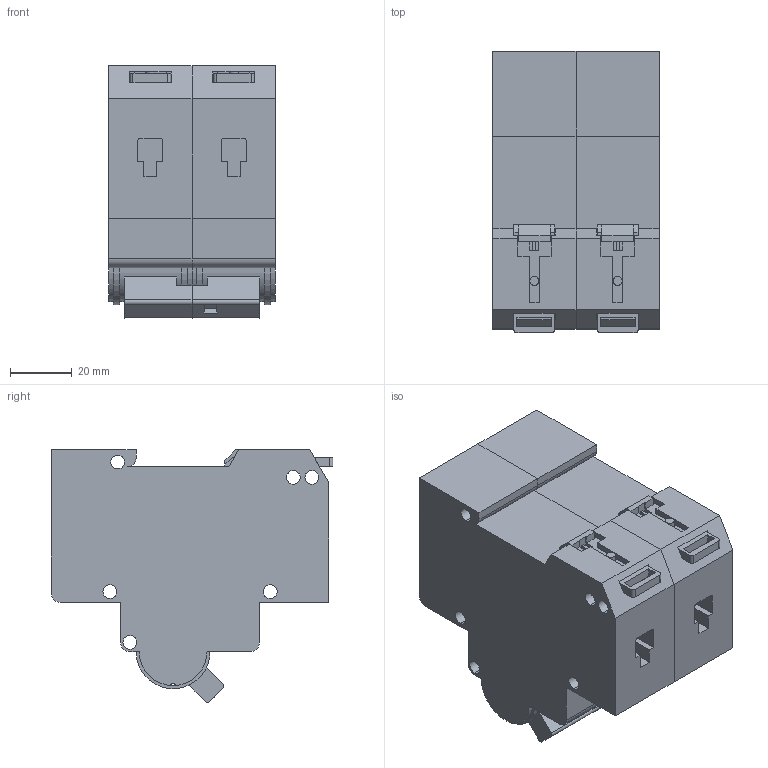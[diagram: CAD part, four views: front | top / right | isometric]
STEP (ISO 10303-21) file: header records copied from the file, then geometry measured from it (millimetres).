
FILE_DESCRIPTION (( 'STEP AP203' ), '1' );
FILE_NAME ('臍 47-125 2P EKF PROxima.STEP', '2016-11-11T13:21:10', ( '' ), ( '' ), 'SwSTEP 2.0', 'SolidWorks 2014', '' );
FILE_SCHEMA (( 'CONFIG_CONTROL_DESIGN' ));
Length unit declared in the file: millimetre
Products named in the file (4): 臍 47-125 1P EKF PROxima-1; 臍 47-125 1P EKF PROxima-3; çàìîê; 臍 47-125 2P EKF PROxima
Assembly tree (4 placements, depth 2):
  臍 47-125 2P EKF PROxima
    臍 47-125 1P EKF PROxima-1
    臍 47-125 1P EKF PROxima-3
    çàìîê  x2
Bounding box: 54 x 91.27 x 81.91 mm (x, y, z)
Volume: 270174.9 mm3; surface area: 50668.5 mm2
Topology: 4 solids, 4 shells, 337 faces, 961 edges, 632 vertices
Faces by surface type: plane 245, cylinder 92
Entity records: 10468 total; most frequent: CARTESIAN_POINT 1761, ORIENTED_EDGE 1748, DIRECTION 1708, EDGE_CURVE 874, LINE 666, VECTOR 666, VERTEX_POINT 574, AXIS2_PLACEMENT_3D 521
